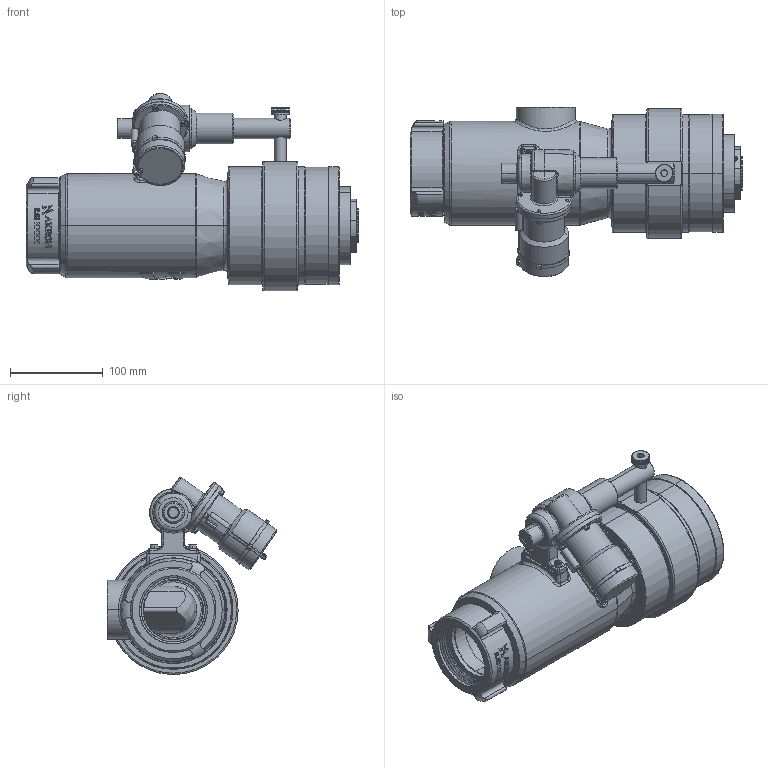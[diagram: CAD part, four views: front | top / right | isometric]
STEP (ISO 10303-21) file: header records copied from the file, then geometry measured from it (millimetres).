
FILE_DESCRIPTION((''),'2;1');
FILE_NAME('4040_2_5_ELE_W_O_ELB','2016-10-27T',('sobrien2'),(''),'CREO PARAMETRIC BY PTC INC, 2015290','CREO PARAMETRIC BY PTC INC, 2015290','');
FILE_SCHEMA(('CONFIG_CONTROL_DESIGN'));
Products named in the file (1): 4040_2_5_ELE_W_O_ELB
Bounding box: 357.71 x 182.6 x 212.41 mm (x, y, z)
Surface area: 506100.7 mm2 (no closed solid volume)
Topology: 0 solids, 137 shells, 1020 faces, 3474 edges, 2599 vertices
Faces by surface type: cylinder 386, plane 313, cone 126, bspline 121, torus 69, sphere 5
Entity records: 71768 total; most frequent: CARTESIAN_POINT 44050, ORIENTED_EDGE 5363, DIRECTION 5238, EDGE_CURVE 3470, VERTEX_POINT 2599, AXIS2_PLACEMENT_3D 1957, VECTOR 1324, LINE 1324
